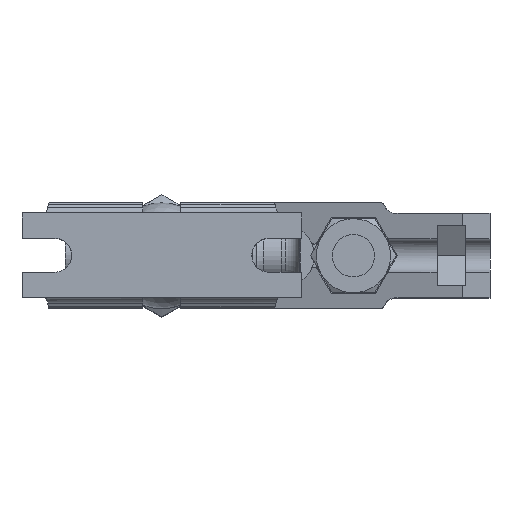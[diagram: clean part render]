
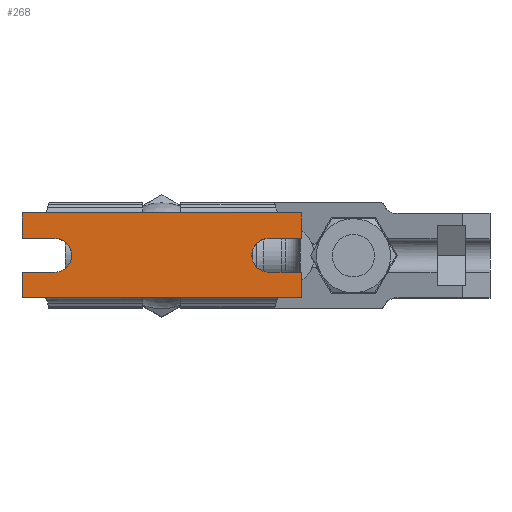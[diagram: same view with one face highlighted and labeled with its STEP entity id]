
A CAD part, top view. The second image highlights one B-rep face of the part: STEP entity #268.
In plain terms, the highlighted face is planar.
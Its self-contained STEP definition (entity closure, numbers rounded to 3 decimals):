
#268 = ADVANCED_FACE( '', ( #543 ), #544, .F. );
#543 = FACE_OUTER_BOUND( '', #1017, .T. );
#544 = PLANE( '', #1018 );
#1017 = EDGE_LOOP( '', ( #2038, #2039, #2040, #2041, #2042, #2043, #2044, #2045, #2046, #2047, #2048, #2049 ) );
#1018 = AXIS2_PLACEMENT_3D( '', #2050, #2051, #2052 );
#2038 = ORIENTED_EDGE( '', *, *, #3622, .F. );
#2039 = ORIENTED_EDGE( '', *, *, #3623, .F. );
#2040 = ORIENTED_EDGE( '', *, *, #3624, .F. );
#2041 = ORIENTED_EDGE( '', *, *, #3625, .F. );
#2042 = ORIENTED_EDGE( '', *, *, #3626, .F. );
#2043 = ORIENTED_EDGE( '', *, *, #3627, .F. );
#2044 = ORIENTED_EDGE( '', *, *, #3628, .T. );
#2045 = ORIENTED_EDGE( '', *, *, #3629, .F. );
#2046 = ORIENTED_EDGE( '', *, *, #3630, .F. );
#2047 = ORIENTED_EDGE( '', *, *, #3631, .F. );
#2048 = ORIENTED_EDGE( '', *, *, #3632, .F. );
#2049 = ORIENTED_EDGE( '', *, *, #3633, .F. );
#2050 = CARTESIAN_POINT( '', ( 31., -5., 7. ) );
#2051 = DIRECTION( '', ( -1., 0., 0. ) );
#2052 = DIRECTION( '', ( 0., -1., 0. ) );
#3622 = EDGE_CURVE( '', #4300, #4301, #4302, .T. );
#3623 = EDGE_CURVE( '', #4303, #4300, #4304, .T. );
#3624 = EDGE_CURVE( '', #4305, #4303, #4306, .T. );
#3625 = EDGE_CURVE( '', #4307, #4305, #4308, .T. );
#3626 = EDGE_CURVE( '', #4309, #4307, #4310, .T. );
#3627 = EDGE_CURVE( '', #4311, #4309, #4312, .T. );
#3628 = EDGE_CURVE( '', #4311, #4313, #4314, .T. );
#3629 = EDGE_CURVE( '', #4315, #4313, #4316, .T. );
#3630 = EDGE_CURVE( '', #4317, #4315, #4318, .T. );
#3631 = EDGE_CURVE( '', #4319, #4317, #4320, .T. );
#3632 = EDGE_CURVE( '', #4321, #4319, #4322, .T. );
#3633 = EDGE_CURVE( '', #4301, #4321, #4323, .T. );
#4300 = VERTEX_POINT( '', #5542 );
#4301 = VERTEX_POINT( '', #5543 );
#4302 = LINE( '', #5544, #5545 );
#4303 = VERTEX_POINT( '', #5546 );
#4304 = LINE( '', #5547, #5548 );
#4305 = VERTEX_POINT( '', #5549 );
#4306 = LINE( '', #5550, #5551 );
#4307 = VERTEX_POINT( '', #5552 );
#4308 = CIRCLE( '', #5553, 1.6 );
#4309 = VERTEX_POINT( '', #5554 );
#4310 = LINE( '', #5555, #5556 );
#4311 = VERTEX_POINT( '', #5557 );
#4312 = LINE( '', #5558, #5559 );
#4313 = VERTEX_POINT( '', #5560 );
#4314 = LINE( '', #5561, #5562 );
#4315 = VERTEX_POINT( '', #5563 );
#4316 = LINE( '', #5564, #5565 );
#4317 = VERTEX_POINT( '', #5566 );
#4318 = LINE( '', #5567, #5568 );
#4319 = VERTEX_POINT( '', #5569 );
#4320 = CIRCLE( '', #5570, 1.6 );
#4321 = VERTEX_POINT( '', #5571 );
#4322 = LINE( '', #5572, #5573 );
#4323 = LINE( '', #5574, #5575 );
#5542 = CARTESIAN_POINT( '', ( 31., -4., -13.2 ) );
#5543 = CARTESIAN_POINT( '', ( 31., -4., 13.2 ) );
#5544 = CARTESIAN_POINT( '', ( 31., -4., -16.388 ) );
#5545 = VECTOR( '', #7489, 1000. );
#5546 = CARTESIAN_POINT( '', ( 31., -1.6, -13.2 ) );
#5547 = CARTESIAN_POINT( '', ( 31., 5., -13.2 ) );
#5548 = VECTOR( '', #7490, 1000. );
#5549 = CARTESIAN_POINT( '', ( 31., -1.6, -10.1 ) );
#5550 = CARTESIAN_POINT( '', ( 31., -1.6, -10.1 ) );
#5551 = VECTOR( '', #7491, 1000. );
#5552 = CARTESIAN_POINT( '', ( 31., 1.6, -10.1 ) );
#5553 = AXIS2_PLACEMENT_3D( '', #7492, #7493, #7494 );
#5554 = CARTESIAN_POINT( '', ( 31., 1.6, -13.2 ) );
#5555 = CARTESIAN_POINT( '', ( 31., 1.6, -10.1 ) );
#5556 = VECTOR( '', #7495, 1000. );
#5557 = CARTESIAN_POINT( '', ( 31., 4., -13.2 ) );
#5558 = CARTESIAN_POINT( '', ( 31., 5., -13.2 ) );
#5559 = VECTOR( '', #7496, 1000. );
#5560 = CARTESIAN_POINT( '', ( 31., 4., 13.2 ) );
#5561 = CARTESIAN_POINT( '', ( 31., 4., -16.388 ) );
#5562 = VECTOR( '', #7497, 1000. );
#5563 = CARTESIAN_POINT( '', ( 31., 1.6, 13.2 ) );
#5564 = CARTESIAN_POINT( '', ( 31., -5., 13.2 ) );
#5565 = VECTOR( '', #7498, 1000. );
#5566 = CARTESIAN_POINT( '', ( 31., 1.6, 10.1 ) );
#5567 = CARTESIAN_POINT( '', ( 31., 1.6, 10.1 ) );
#5568 = VECTOR( '', #7499, 1000. );
#5569 = CARTESIAN_POINT( '', ( 31., -1.6, 10.1 ) );
#5570 = AXIS2_PLACEMENT_3D( '', #7500, #7501, #7502 );
#5571 = CARTESIAN_POINT( '', ( 31., -1.6, 13.2 ) );
#5572 = CARTESIAN_POINT( '', ( 31., -1.6, 10.1 ) );
#5573 = VECTOR( '', #7503, 1000. );
#5574 = CARTESIAN_POINT( '', ( 31., -5., 13.2 ) );
#5575 = VECTOR( '', #7504, 1000. );
#7489 = DIRECTION( '', ( 0., 0., 1. ) );
#7490 = DIRECTION( '', ( 0., -1., 0. ) );
#7491 = DIRECTION( '', ( 0., 0., -1. ) );
#7492 = CARTESIAN_POINT( '', ( 31., 0., -10.1 ) );
#7493 = DIRECTION( '', ( 1., 0., 0. ) );
#7494 = DIRECTION( '', ( 0., 0., -1. ) );
#7495 = DIRECTION( '', ( 0., 0., 1. ) );
#7496 = DIRECTION( '', ( 0., -1., 0. ) );
#7497 = DIRECTION( '', ( 0., 0., 1. ) );
#7498 = DIRECTION( '', ( 0., 1., 0. ) );
#7499 = DIRECTION( '', ( 0., 0., 1. ) );
#7500 = CARTESIAN_POINT( '', ( 31., 0., 10.1 ) );
#7501 = DIRECTION( '', ( 1., 0., 0. ) );
#7502 = DIRECTION( '', ( 0., 0., 1. ) );
#7503 = DIRECTION( '', ( 0., 0., -1. ) );
#7504 = DIRECTION( '', ( 0., 1., 0. ) );
